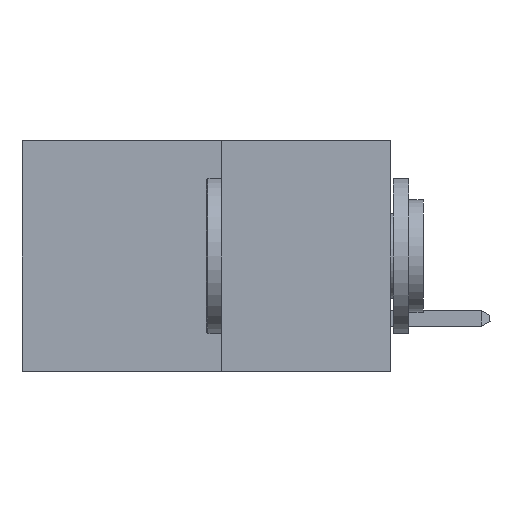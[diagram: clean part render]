
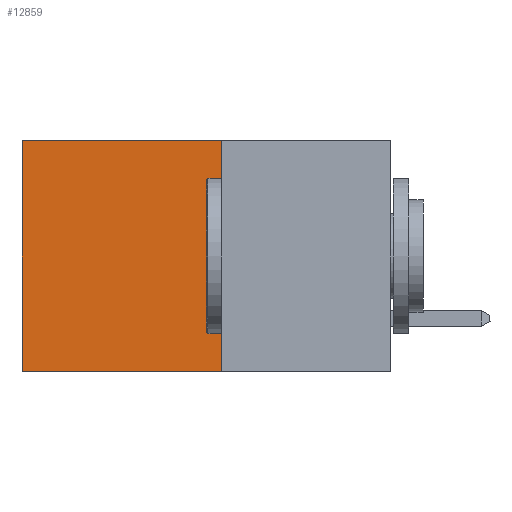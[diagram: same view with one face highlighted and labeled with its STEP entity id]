
A CAD part, left-side view. The second image highlights one B-rep face of the part: STEP entity #12859.
In plain terms, the highlighted planar face has unit normal (-1, 0, 0).
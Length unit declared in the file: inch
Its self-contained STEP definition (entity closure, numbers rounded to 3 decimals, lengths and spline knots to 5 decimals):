
#772 = CARTESIAN_POINT ( 'NONE',  ( 0.277, 0.27, -0.37 ) ) ;
#1654 = EDGE_CURVE ( 'NONE', #24113, #2025, #5582, .T. ) ;
#1772 = EDGE_CURVE ( 'NONE', #2025, #21374, #20478, .T. ) ;
#2025 = VERTEX_POINT ( 'NONE', #25954 ) ;
#2241 = CARTESIAN_POINT ( 'NONE',  ( 0.277, 0.27, 0. ) ) ;
#2431 = PLANE ( 'NONE',  #26788 ) ;
#3020 = ORIENTED_EDGE ( 'NONE', *, *, #1654, .F. ) ;
#3614 = DIRECTION ( 'NONE',  ( 0., 0., -1. ) ) ;
#3643 = ORIENTED_EDGE ( 'NONE', *, *, #1772, .F. ) ;
#3755 = VERTEX_POINT ( 'NONE', #22108 ) ;
#4844 = VECTOR ( 'NONE', #3614, 39.37008 ) ;
#5582 = LINE ( 'NONE', #18927, #4844 ) ;
#6352 = DIRECTION ( 'NONE',  ( 0., 0., -1. ) ) ;
#7165 = CARTESIAN_POINT ( 'NONE',  ( 0.277, 0.27, -0.37 ) ) ;
#8119 = VECTOR ( 'NONE', #22016, 39.37008 ) ;
#9471 = DIRECTION ( 'NONE',  ( 0., 1., 0. ) ) ;
#10886 = EDGE_CURVE ( 'NONE', #3755, #21374, #11651, .T. ) ;
#11239 = EDGE_LOOP ( 'NONE', ( #19933, #3643, #3020, #22406 ) ) ;
#11651 = LINE ( 'NONE', #20379, #23197 ) ;
#12859 = ADVANCED_FACE ( 'NONE', ( #29124 ), #2431, .F. ) ;
#13121 = EDGE_CURVE ( 'NONE', #24113, #3755, #20470, .T. ) ;
#14167 = DIRECTION ( 'NONE',  ( 0., 0., -1. ) ) ;
#14300 = VECTOR ( 'NONE', #9471, 39.37008 ) ;
#18927 = CARTESIAN_POINT ( 'NONE',  ( 0.277, 0.27, -0.37 ) ) ;
#19715 = CARTESIAN_POINT ( 'NONE',  ( 0.277, 0.27, 0. ) ) ;
#19933 = ORIENTED_EDGE ( 'NONE', *, *, #10886, .T. ) ;
#20379 = CARTESIAN_POINT ( 'NONE',  ( 0.277, 0.59, -0.37 ) ) ;
#20470 = LINE ( 'NONE', #19715, #8119 ) ;
#20478 = LINE ( 'NONE', #772, #14300 ) ;
#21374 = VERTEX_POINT ( 'NONE', #23853 ) ;
#22016 = DIRECTION ( 'NONE',  ( 0., 1., 0. ) ) ;
#22108 = CARTESIAN_POINT ( 'NONE',  ( 0.277, 0.59, 0. ) ) ;
#22406 = ORIENTED_EDGE ( 'NONE', *, *, #13121, .T. ) ;
#23197 = VECTOR ( 'NONE', #6352, 39.37008 ) ;
#23853 = CARTESIAN_POINT ( 'NONE',  ( 0.277, 0.59, -0.37 ) ) ;
#24113 = VERTEX_POINT ( 'NONE', #2241 ) ;
#25954 = CARTESIAN_POINT ( 'NONE',  ( 0.277, 0.27, -0.37 ) ) ;
#26788 = AXIS2_PLACEMENT_3D ( 'NONE', #7165, #27985, #14167 ) ;
#27985 = DIRECTION ( 'NONE',  ( 1., 0., 0. ) ) ;
#29124 = FACE_OUTER_BOUND ( 'NONE', #11239, .T. ) ;
